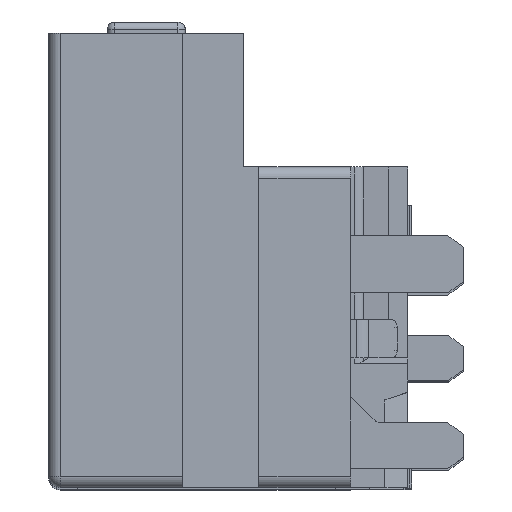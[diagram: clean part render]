
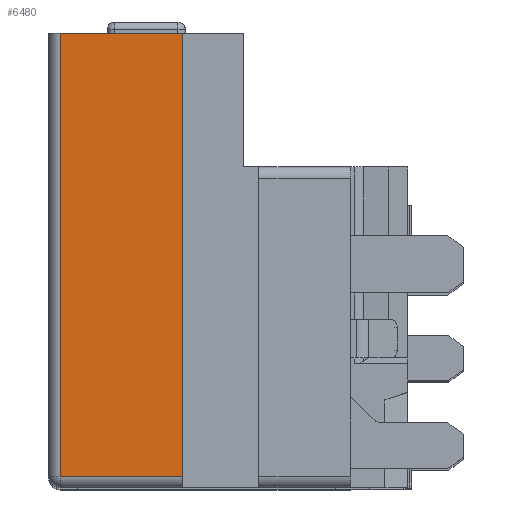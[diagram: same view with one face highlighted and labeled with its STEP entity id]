
A CAD part, top view. The second image highlights one B-rep face of the part: STEP entity #6480.
In plain terms, the highlighted planar face has unit normal (0, 0, 1).
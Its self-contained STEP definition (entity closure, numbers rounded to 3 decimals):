
#930=CARTESIAN_POINT('',(-6.423,-0.069,
17.55));
#940=VERTEX_POINT('',#930);
#4070=CARTESIAN_POINT('',(-6.423,11.531,17.55))
;
#4080=VERTEX_POINT('',#4070);
#4110=CARTESIAN_POINT('',(-6.423,8.5,
17.55));
#4120=DIRECTION('',(0.,1.,0.));
#4130=VECTOR('',#4120,1.);
#4140=LINE('',#4110,#4130);
#4150=EDGE_CURVE('',#940,#4080,#4140,.T.);
#5740=CARTESIAN_POINT('',(-3.223,11.531,17.55))
;
#5750=VERTEX_POINT('',#5740);
#5780=CARTESIAN_POINT('',(0.,11.531,
17.55));
#5790=DIRECTION('',(1.,0.,0.));
#5800=VECTOR('',#5790,1.);
#5810=LINE('',#5780,#5800);
#5820=EDGE_CURVE('',#4080,#5750,#5810,.T.);
#6250=CARTESIAN_POINT('',(-6.423,7.731,
17.55));
#6260=DIRECTION('',(0.,0.,-1.));
#6270=DIRECTION('',(1.,0.,0.));
#6280=AXIS2_PLACEMENT_3D('',#6250,#6260,#6270);
#6290=PLANE('',#6280);
#6300=CARTESIAN_POINT('',(0.,-0.069,
17.55));
#6310=DIRECTION('',(-1.,0.,0.));
#6320=VECTOR('',#6310,1.);
#6330=LINE('',#6300,#6320);
#6340=CARTESIAN_POINT('',(-3.223,-0.069,
17.55));
#6350=VERTEX_POINT('',#6340);
#6360=EDGE_CURVE('',#6350,#940,#6330,.T.);
#6370=ORIENTED_EDGE('',*,*,#6360,.F.);
#6380=ORIENTED_EDGE('',*,*,#4150,.F.);
#6390=ORIENTED_EDGE('',*,*,#5820,.F.);
#6400=CARTESIAN_POINT('',(-3.223,8.5,
17.55));
#6410=DIRECTION('',(0.,1.,0.));
#6420=VECTOR('',#6410,1.);
#6430=LINE('',#6400,#6420);
#6440=EDGE_CURVE('',#6350,#5750,#6430,.T.);
#6450=ORIENTED_EDGE('',*,*,#6440,.T.);
#6460=EDGE_LOOP('',(#6450,#6390,#6380,#6370));
#6470=FACE_OUTER_BOUND('',#6460,.T.);
#6480=ADVANCED_FACE('',(#6470),#6290,.F.);
